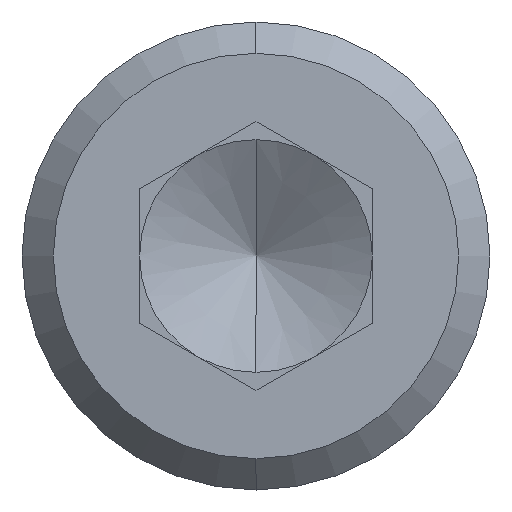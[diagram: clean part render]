
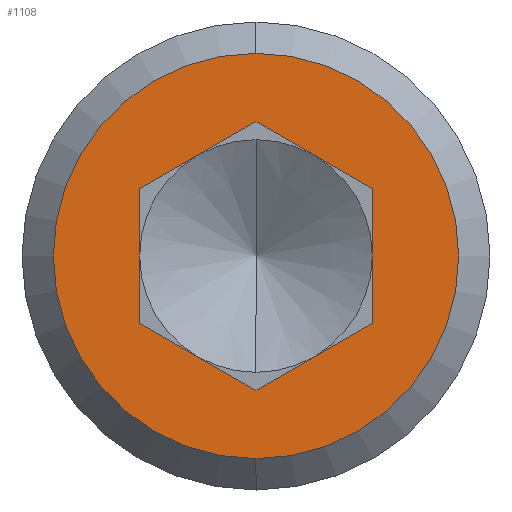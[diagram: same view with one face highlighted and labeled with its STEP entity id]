
A CAD part, left-side view. The second image highlights one B-rep face of the part: STEP entity #1108.
In plain terms, the highlighted planar face has unit normal (-1, 0, 0).
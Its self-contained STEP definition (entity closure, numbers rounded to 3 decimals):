
#74 = EDGE_LOOP ( 'NONE', ( #1086, #995, #291, #1200, #155, #709 ) ) ;
#130 = DIRECTION ( 'NONE',  ( 0., 0.866, -0.5 ) ) ;
#137 = DIRECTION ( 'NONE',  ( 0., -0.866, 0.5 ) ) ;
#155 = ORIENTED_EDGE ( 'NONE', *, *, #652, .F. ) ;
#159 = VERTEX_POINT ( 'NONE', #1115 ) ;
#167 = CIRCLE ( 'NONE', #970, 2.165 ) ;
#184 = CARTESIAN_POINT ( 'NONE',  ( 0., 0., 1.435 ) ) ;
#188 = EDGE_CURVE ( 'NONE', #328, #1132, #640, .T. ) ;
#231 = EDGE_CURVE ( 'NONE', #159, #1122, #1091, .T. ) ;
#265 = CARTESIAN_POINT ( 'NONE',  ( 0., 1.243, 0.717 ) ) ;
#274 = CARTESIAN_POINT ( 'NONE',  ( 0., 1.243, -0.717 ) ) ;
#278 = LINE ( 'NONE', #553, #499 ) ;
#291 = ORIENTED_EDGE ( 'NONE', *, *, #188, .F. ) ;
#292 = CARTESIAN_POINT ( 'NONE',  ( 0., 1.243, 0.717 ) ) ;
#314 = CARTESIAN_POINT ( 'NONE',  ( 0., 0., 0. ) ) ;
#326 = VECTOR ( 'NONE', #596, 1000. ) ;
#328 = VERTEX_POINT ( 'NONE', #274 ) ;
#336 = PLANE ( 'NONE',  #531 ) ;
#349 = VERTEX_POINT ( 'NONE', #850 ) ;
#367 = ORIENTED_EDGE ( 'NONE', *, *, #725, .T. ) ;
#370 = CARTESIAN_POINT ( 'NONE',  ( 0., 0., 2.165 ) ) ;
#371 = VERTEX_POINT ( 'NONE', #184 ) ;
#394 = AXIS2_PLACEMENT_3D ( 'NONE', #314, #987, #417 ) ;
#407 = FACE_OUTER_BOUND ( 'NONE', #1063, .T. ) ;
#413 = VERTEX_POINT ( 'NONE', #292 ) ;
#417 = DIRECTION ( 'NONE',  ( 0., 0., 1. ) ) ;
#438 = DIRECTION ( 'NONE',  ( 0., 0., -1. ) ) ;
#499 = VECTOR ( 'NONE', #1045, 1000. ) ;
#508 = VECTOR ( 'NONE', #938, 1000. ) ;
#530 = CARTESIAN_POINT ( 'NONE',  ( 0., 0., 0. ) ) ;
#531 = AXIS2_PLACEMENT_3D ( 'NONE', #1102, #1011, #438 ) ;
#553 = CARTESIAN_POINT ( 'NONE',  ( 0., -1.243, 0.717 ) ) ;
#565 = EDGE_CURVE ( 'Bline2', #349, #882, #697, .T. ) ;
#576 = ORIENTED_EDGE ( 'NONE', *, *, #565, .T. ) ;
#596 = DIRECTION ( 'NONE',  ( 0., 0., 1. ) ) ;
#619 = CARTESIAN_POINT ( 'NONE',  ( 0., 0., -1.435 ) ) ;
#620 = DIRECTION ( 'NONE',  ( 0., 0., 1. ) ) ;
#640 = LINE ( 'NONE', #1082, #1125 ) ;
#652 = EDGE_CURVE ( 'NONE', #371, #413, #793, .T. ) ;
#697 = CIRCLE ( 'NONE', #394, 2.165 ) ;
#701 = EDGE_CURVE ( 'NONE', #1132, #159, #1221, .T. ) ;
#707 = VECTOR ( 'NONE', #137, 1000. ) ;
#709 = ORIENTED_EDGE ( 'NONE', *, *, #910, .F. ) ;
#710 = CARTESIAN_POINT ( 'NONE',  ( 0., 0., 1.435 ) ) ;
#725 = EDGE_CURVE ( 'Bline2', #882, #349, #167, .T. ) ;
#766 = VECTOR ( 'NONE', #130, 1000. ) ;
#787 = CARTESIAN_POINT ( 'NONE',  ( 0., -1.243, -0.717 ) ) ;
#793 = LINE ( 'NONE', #710, #766 ) ;
#806 = CARTESIAN_POINT ( 'NONE',  ( 0., 0., -1.435 ) ) ;
#850 = CARTESIAN_POINT ( 'NONE',  ( 0., 0., -2.165 ) ) ;
#882 = VERTEX_POINT ( 'NONE', #370 ) ;
#886 = FACE_BOUND ( 'NONE', #74, .T. ) ;
#908 = CARTESIAN_POINT ( 'NONE',  ( 0., -1.243, 0.717 ) ) ;
#910 = EDGE_CURVE ( 'NONE', #1122, #371, #278, .T. ) ;
#938 = DIRECTION ( 'NONE',  ( 0., 0., -1. ) ) ;
#970 = AXIS2_PLACEMENT_3D ( 'NONE', #530, #1204, #620 ) ;
#987 = DIRECTION ( 'NONE',  ( -1., 0., 0. ) ) ;
#995 = ORIENTED_EDGE ( 'NONE', *, *, #701, .F. ) ;
#1011 = DIRECTION ( 'NONE',  ( 1., 0., 0. ) ) ;
#1024 = LINE ( 'NONE', #265, #508 ) ;
#1045 = DIRECTION ( 'NONE',  ( 0., 0.866, 0.5 ) ) ;
#1063 = EDGE_LOOP ( 'NONE', ( #576, #367 ) ) ;
#1082 = CARTESIAN_POINT ( 'NONE',  ( 0., 1.243, -0.717 ) ) ;
#1086 = ORIENTED_EDGE ( 'NONE', *, *, #231, .F. ) ;
#1091 = LINE ( 'NONE', #787, #326 ) ;
#1102 = CARTESIAN_POINT ( 'NONE',  ( 0., 2.165, 0. ) ) ;
#1108 = ADVANCED_FACE ( 'Bface1', ( #886, #407 ), #336, .F. ) ;
#1115 = CARTESIAN_POINT ( 'NONE',  ( 0., -1.243, -0.717 ) ) ;
#1122 = VERTEX_POINT ( 'NONE', #908 ) ;
#1125 = VECTOR ( 'NONE', #1182, 1000. ) ;
#1132 = VERTEX_POINT ( 'NONE', #619 ) ;
#1182 = DIRECTION ( 'NONE',  ( 0., -0.866, -0.5 ) ) ;
#1200 = ORIENTED_EDGE ( 'NONE', *, *, #1237, .F. ) ;
#1204 = DIRECTION ( 'NONE',  ( -1., 0., 0. ) ) ;
#1221 = LINE ( 'NONE', #806, #707 ) ;
#1237 = EDGE_CURVE ( 'NONE', #413, #328, #1024, .T. ) ;
